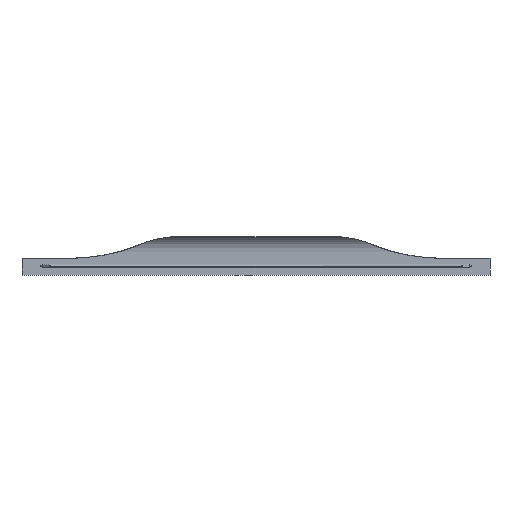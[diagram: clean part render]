
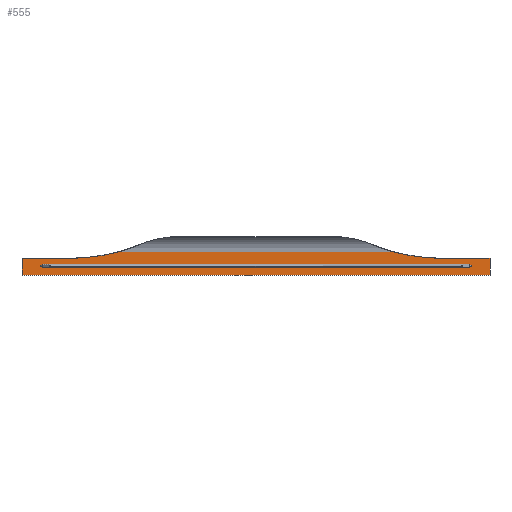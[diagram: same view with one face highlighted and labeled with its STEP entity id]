
A CAD part, front view. The second image highlights one B-rep face of the part: STEP entity #555.
In plain terms, the highlighted planar face has unit normal (0, -1, 0).
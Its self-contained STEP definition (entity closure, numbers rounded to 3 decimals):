
#8 = LINE ( 'NONE', #1421, #81 ) ;
#23 = CARTESIAN_POINT ( 'NONE',  ( 228., 10., 0.7 ) ) ;
#71 = LINE ( 'NONE', #397, #675 ) ;
#81 = VECTOR ( 'NONE', #632, 1000. ) ;
#108 = DIRECTION ( 'NONE',  ( 1., 0., 0. ) ) ;
#121 = FACE_OUTER_BOUND ( 'NONE', #1715, .T. ) ;
#129 = ORIENTED_EDGE ( 'NONE', *, *, #732, .T. ) ;
#142 = DIRECTION ( 'NONE',  ( 0., 0., 1. ) ) ;
#157 = LINE ( 'NONE', #1865, #966 ) ;
#161 = ORIENTED_EDGE ( 'NONE', *, *, #1310, .F. ) ;
#222 = CARTESIAN_POINT ( 'NONE',  ( 197.9, 10., 207.75 ) ) ;
#292 = VERTEX_POINT ( 'NONE', #334 ) ;
#297 = CARTESIAN_POINT ( 'NONE',  ( -197.9, 10., 207.75 ) ) ;
#304 = ORIENTED_EDGE ( 'NONE', *, *, #1270, .F. ) ;
#310 = EDGE_CURVE ( 'NONE', #1252, #1759, #157, .T. ) ;
#314 = DIRECTION ( 'NONE',  ( -1., 0., 0. ) ) ;
#322 = LINE ( 'NONE', #1579, #1025 ) ;
#325 = AXIS2_PLACEMENT_3D ( 'NONE', #568, #1183, #1483 ) ;
#332 = EDGE_CURVE ( 'NONE', #353, #1152, #322, .T. ) ;
#334 = CARTESIAN_POINT ( 'NONE',  ( -248., 10., -10.25 ) ) ;
#353 = VERTEX_POINT ( 'NONE', #1071 ) ;
#381 = DIRECTION ( 'NONE',  ( 0., -1., 0. ) ) ;
#386 = EDGE_CURVE ( 'NONE', #770, #1334, #8, .T. ) ;
#397 = CARTESIAN_POINT ( 'NONE',  ( 228., 10., 5. ) ) ;
#406 = LINE ( 'NONE', #1473, #1383 ) ;
#421 = CARTESIAN_POINT ( 'NONE',  ( 248., 10., -10.25 ) ) ;
#425 = ORIENTED_EDGE ( 'NONE', *, *, #1091, .F. ) ;
#435 = ORIENTED_EDGE ( 'NONE', *, *, #1264, .T. ) ;
#449 = ORIENTED_EDGE ( 'NONE', *, *, #1841, .F. ) ;
#462 = CARTESIAN_POINT ( 'NONE',  ( -228., 10., 0.7 ) ) ;
#476 = VECTOR ( 'NONE', #1923, 1000. ) ;
#512 = DIRECTION ( 'NONE',  ( 0., 0., -1. ) ) ;
#525 = LINE ( 'NONE', #1443, #1156 ) ;
#555 = ADVANCED_FACE ( 'NONE', ( #858, #121 ), #1963, .F. ) ;
#568 = CARTESIAN_POINT ( 'NONE',  ( 248., 10., -0.7 ) ) ;
#575 = CARTESIAN_POINT ( 'NONE',  ( 248., 10., 7.75 ) ) ;
#578 = CARTESIAN_POINT ( 'NONE',  ( 248., 10., 7.75 ) ) ;
#605 = ORIENTED_EDGE ( 'NONE', *, *, #332, .T. ) ;
#606 = ORIENTED_EDGE ( 'NONE', *, *, #1103, .F. ) ;
#632 = DIRECTION ( 'NONE',  ( -1., 0., 0. ) ) ;
#637 = VERTEX_POINT ( 'NONE', #1808 ) ;
#644 = ORIENTED_EDGE ( 'NONE', *, *, #1710, .T. ) ;
#648 = LINE ( 'NONE', #1267, #1041 ) ;
#673 = DIRECTION ( 'NONE',  ( 0., 0., 1. ) ) ;
#675 = VECTOR ( 'NONE', #987, 1000. ) ;
#676 = LINE ( 'NONE', #1311, #476 ) ;
#681 = CARTESIAN_POINT ( 'NONE',  ( 248., 10., 0.7 ) ) ;
#684 = ORIENTED_EDGE ( 'NONE', *, *, #1943, .F. ) ;
#732 = EDGE_CURVE ( 'NONE', #1152, #1252, #1060, .T. ) ;
#770 = VERTEX_POINT ( 'NONE', #1336 ) ;
#805 = AXIS2_PLACEMENT_3D ( 'NONE', #297, #1185, #142 ) ;
#835 = CARTESIAN_POINT ( 'NONE',  ( -197.9, 10., 7.75 ) ) ;
#836 = ORIENTED_EDGE ( 'NONE', *, *, #310, .T. ) ;
#844 = EDGE_LOOP ( 'NONE', ( #304, #435, #956, #425 ) ) ;
#858 = FACE_BOUND ( 'NONE', #844, .T. ) ;
#884 = VERTEX_POINT ( 'NONE', #23 ) ;
#956 = ORIENTED_EDGE ( 'NONE', *, *, #386, .T. ) ;
#966 = VECTOR ( 'NONE', #314, 1000. ) ;
#971 = DIRECTION ( 'NONE',  ( 0., 0., -1. ) ) ;
#987 = DIRECTION ( 'NONE',  ( 0., 0., -1. ) ) ;
#1025 = VECTOR ( 'NONE', #1723, 1000. ) ;
#1041 = VECTOR ( 'NONE', #512, 1000. ) ;
#1060 = CIRCLE ( 'NONE', #805, 200. ) ;
#1071 = CARTESIAN_POINT ( 'NONE',  ( 146.192, 10., 14.55 ) ) ;
#1091 = EDGE_CURVE ( 'NONE', #1419, #1334, #676, .T. ) ;
#1103 = EDGE_CURVE ( 'NONE', #1630, #1352, #525, .T. ) ;
#1110 = CARTESIAN_POINT ( 'NONE',  ( -248., 10., 7.75 ) ) ;
#1117 = CARTESIAN_POINT ( 'NONE',  ( -146.192, 10., 14.55 ) ) ;
#1136 = DIRECTION ( 'NONE',  ( -1., 0., 0. ) ) ;
#1152 = VERTEX_POINT ( 'NONE', #1117 ) ;
#1156 = VECTOR ( 'NONE', #971, 1000. ) ;
#1183 = DIRECTION ( 'NONE',  ( 0., 1., 0. ) ) ;
#1185 = DIRECTION ( 'NONE',  ( 0., 1., 0. ) ) ;
#1215 = VECTOR ( 'NONE', #1297, 1000. ) ;
#1247 = VECTOR ( 'NONE', #108, 1000. ) ;
#1252 = VERTEX_POINT ( 'NONE', #835 ) ;
#1264 = EDGE_CURVE ( 'NONE', #884, #770, #71, .T. ) ;
#1267 = CARTESIAN_POINT ( 'NONE',  ( -248., 10., 0.7 ) ) ;
#1270 = EDGE_CURVE ( 'NONE', #884, #1419, #1620, .T. ) ;
#1297 = DIRECTION ( 'NONE',  ( -1., 0., 0. ) ) ;
#1310 = EDGE_CURVE ( 'NONE', #637, #1630, #1338, .T. ) ;
#1311 = CARTESIAN_POINT ( 'NONE',  ( -228., 10., 5. ) ) ;
#1324 = CIRCLE ( 'NONE', #1935, 200. ) ;
#1334 = VERTEX_POINT ( 'NONE', #1484 ) ;
#1336 = CARTESIAN_POINT ( 'NONE',  ( 228., 10., -0.7 ) ) ;
#1338 = LINE ( 'NONE', #578, #1247 ) ;
#1352 = VERTEX_POINT ( 'NONE', #421 ) ;
#1383 = VECTOR ( 'NONE', #1136, 1000. ) ;
#1419 = VERTEX_POINT ( 'NONE', #462 ) ;
#1421 = CARTESIAN_POINT ( 'NONE',  ( 248., 10., -0.7 ) ) ;
#1443 = CARTESIAN_POINT ( 'NONE',  ( 248., 10., -0.7 ) ) ;
#1473 = CARTESIAN_POINT ( 'NONE',  ( 248., 10., -10.25 ) ) ;
#1483 = DIRECTION ( 'NONE',  ( 0., 0., 1. ) ) ;
#1484 = CARTESIAN_POINT ( 'NONE',  ( -228., 10., -0.7 ) ) ;
#1579 = CARTESIAN_POINT ( 'NONE',  ( 248., 10., 14.55 ) ) ;
#1620 = LINE ( 'NONE', #681, #1215 ) ;
#1630 = VERTEX_POINT ( 'NONE', #575 ) ;
#1710 = EDGE_CURVE ( 'NONE', #1759, #292, #648, .T. ) ;
#1715 = EDGE_LOOP ( 'NONE', ( #605, #129, #836, #644, #449, #606, #161, #684 ) ) ;
#1723 = DIRECTION ( 'NONE',  ( -1., 0., 0. ) ) ;
#1759 = VERTEX_POINT ( 'NONE', #1110 ) ;
#1808 = CARTESIAN_POINT ( 'NONE',  ( 197.9, 10., 7.75 ) ) ;
#1841 = EDGE_CURVE ( 'NONE', #1352, #292, #406, .T. ) ;
#1865 = CARTESIAN_POINT ( 'NONE',  ( 248., 10., 7.75 ) ) ;
#1923 = DIRECTION ( 'NONE',  ( 0., 0., -1. ) ) ;
#1935 = AXIS2_PLACEMENT_3D ( 'NONE', #222, #381, #673 ) ;
#1943 = EDGE_CURVE ( 'NONE', #353, #637, #1324, .T. ) ;
#1963 = PLANE ( 'NONE',  #325 ) ;
